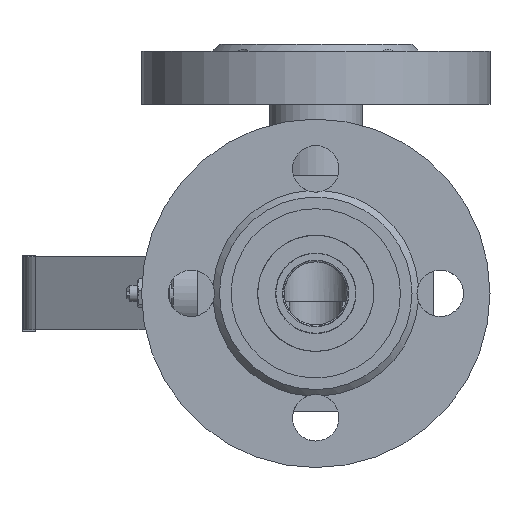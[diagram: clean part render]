
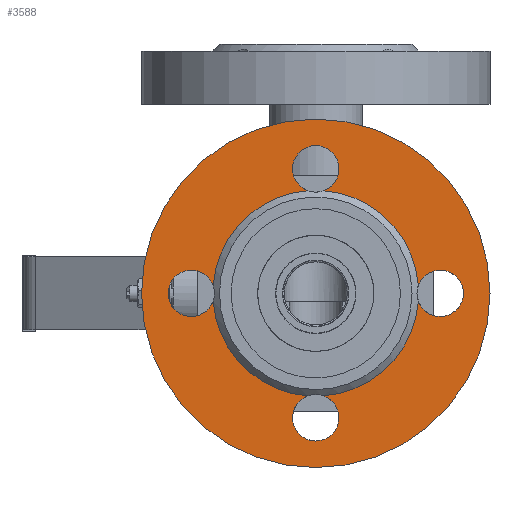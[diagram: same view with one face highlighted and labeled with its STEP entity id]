
A CAD part, front view. The second image highlights one B-rep face of the part: STEP entity #3588.
In plain terms, the highlighted face is planar.
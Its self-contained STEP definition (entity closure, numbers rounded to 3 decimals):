
#3588=ADVANCED_FACE('',(#6988,#6990),#6992,.F.);
#6988=FACE_BOUND('',#6989,.T.);
#6989=EDGE_LOOP('',(#9014));
#6990=FACE_BOUND('',#6991,.T.);
#6991=EDGE_LOOP('',(#9015,#9016,#9017,#9018,#9019,#9020,#9021,#9022,#9023,#9024,
#9025,#9026));
#6992=PLANE('',#6993);
#6993=AXIS2_PLACEMENT_3D('',#6994,#6995,#6996);
#6994=CARTESIAN_POINT('',(4.,0.,0.));
#6995=DIRECTION('',(1.,0.,0.));
#6996=DIRECTION('',(0.,-0.832,-0.555));
#9014=ORIENTED_EDGE('',*,*,#10019,.F.);
#9015=ORIENTED_EDGE('',*,*,#10020,.T.);
#9016=ORIENTED_EDGE('',*,*,#10021,.T.);
#9017=ORIENTED_EDGE('',*,*,#10022,.T.);
#9018=ORIENTED_EDGE('',*,*,#10023,.T.);
#9019=ORIENTED_EDGE('',*,*,#10024,.T.);
#9020=ORIENTED_EDGE('',*,*,#10025,.T.);
#9021=ORIENTED_EDGE('',*,*,#10026,.T.);
#9022=ORIENTED_EDGE('',*,*,#10027,.T.);
#9023=ORIENTED_EDGE('',*,*,#10028,.T.);
#9024=ORIENTED_EDGE('',*,*,#10029,.T.);
#9025=ORIENTED_EDGE('',*,*,#10030,.T.);
#9026=ORIENTED_EDGE('',*,*,#10031,.T.);
#10019=EDGE_CURVE('',#10898,#10898,#10899,.T.);
#10020=EDGE_CURVE('',#10900,#10901,#10902,.F.);
#10021=EDGE_CURVE('',#10901,#10903,#10904,.F.);
#10022=EDGE_CURVE('',#10903,#10905,#10906,.T.);
#10023=EDGE_CURVE('',#10905,#10907,#10908,.F.);
#10024=EDGE_CURVE('',#10907,#10909,#10910,.F.);
#10025=EDGE_CURVE('',#10909,#10911,#10912,.T.);
#10026=EDGE_CURVE('',#10911,#10913,#10914,.F.);
#10027=EDGE_CURVE('',#10913,#10915,#10916,.F.);
#10028=EDGE_CURVE('',#10915,#10917,#10918,.T.);
#10029=EDGE_CURVE('',#10917,#10919,#10920,.F.);
#10030=EDGE_CURVE('',#10919,#10921,#10922,.F.);
#10031=EDGE_CURVE('',#10921,#10900,#10923,.T.);
#10898=VERTEX_POINT('',#14769);
#10899=CIRCLE('',#14770,52.5);
#10900=VERTEX_POINT('',#14774);
#10901=VERTEX_POINT('',#14775);
#10902=CIRCLE('',#14776,7.);
#10903=VERTEX_POINT('',#14780);
#10904=CIRCLE('',#14781,7.);
#10905=VERTEX_POINT('',#14785);
#10906=CIRCLE('',#14786,31.);
#10907=VERTEX_POINT('',#14790);
#10908=CIRCLE('',#14791,7.);
#10909=VERTEX_POINT('',#14795);
#10910=CIRCLE('',#14796,7.);
#10911=VERTEX_POINT('',#14800);
#10912=CIRCLE('',#14801,31.);
#10913=VERTEX_POINT('',#14805);
#10914=CIRCLE('',#14806,7.);
#10915=VERTEX_POINT('',#14810);
#10916=CIRCLE('',#14811,7.);
#10917=VERTEX_POINT('',#14815);
#10918=CIRCLE('',#14816,31.);
#10919=VERTEX_POINT('',#14820);
#10920=CIRCLE('',#14821,7.);
#10921=VERTEX_POINT('',#14825);
#10922=CIRCLE('',#14826,7.);
#10923=CIRCLE('',#14830,31.);
#14769=CARTESIAN_POINT('',(4.,-43.666,-29.147));
#14770=AXIS2_PLACEMENT_3D('',#14771,#14772,#14773);
#14771=CARTESIAN_POINT('',(4.,0.,0.));
#14772=DIRECTION('',(1.,0.,0.));
#14773=DIRECTION('',(0.,-0.832,-0.555));
#14774=CARTESIAN_POINT('',(4.,-15.197,27.019));
#14775=CARTESIAN_POINT('',(4.,-26.641,27.304));
#14776=AXIS2_PLACEMENT_3D('',#14777,#14778,#14779);
#14777=CARTESIAN_POINT('',(4.,-20.819,31.19));
#14778=DIRECTION('',(-1.,0.,0.));
#14779=DIRECTION('',(0.,-0.832,-0.555));
#14780=CARTESIAN_POINT('',(4.,-19.124,24.398));
#14781=AXIS2_PLACEMENT_3D('',#14782,#14783,#14784);
#14782=CARTESIAN_POINT('',(4.,-20.819,31.19));
#14783=DIRECTION('',(-1.,0.,0.));
#14784=DIRECTION('',(0.,0.242,-0.97));
#14785=CARTESIAN_POINT('',(4.,-27.019,-15.197));
#14786=AXIS2_PLACEMENT_3D('',#14787,#14788,#14789);
#14787=CARTESIAN_POINT('',(4.,0.,0.));
#14788=DIRECTION('',(1.,0.,0.));
#14789=DIRECTION('',(0.,-0.617,0.787));
#14790=CARTESIAN_POINT('',(4.,-27.304,-26.641));
#14791=AXIS2_PLACEMENT_3D('',#14792,#14793,#14794);
#14792=CARTESIAN_POINT('',(4.,-31.19,-20.819));
#14793=DIRECTION('',(-1.,0.,0.));
#14794=DIRECTION('',(0.,0.555,-0.832));
#14795=CARTESIAN_POINT('',(4.,-24.398,-19.124));
#14796=AXIS2_PLACEMENT_3D('',#14797,#14798,#14799);
#14797=CARTESIAN_POINT('',(4.,-31.19,-20.819));
#14798=DIRECTION('',(-1.,0.,0.));
#14799=DIRECTION('',(0.,0.97,0.242));
#14800=CARTESIAN_POINT('',(4.,15.197,-27.019));
#14801=AXIS2_PLACEMENT_3D('',#14802,#14803,#14804);
#14802=CARTESIAN_POINT('',(4.,0.,0.));
#14803=DIRECTION('',(1.,0.,0.));
#14804=DIRECTION('',(0.,-0.787,-0.617));
#14805=CARTESIAN_POINT('',(4.,26.641,-27.304));
#14806=AXIS2_PLACEMENT_3D('',#14807,#14808,#14809);
#14807=CARTESIAN_POINT('',(4.,20.819,-31.19));
#14808=DIRECTION('',(-1.,0.,0.));
#14809=DIRECTION('',(0.,0.832,0.555));
#14810=CARTESIAN_POINT('',(4.,19.124,-24.398));
#14811=AXIS2_PLACEMENT_3D('',#14812,#14813,#14814);
#14812=CARTESIAN_POINT('',(4.,20.819,-31.19));
#14813=DIRECTION('',(-1.,0.,0.));
#14814=DIRECTION('',(0.,-0.242,0.97));
#14815=CARTESIAN_POINT('',(4.,27.019,15.197));
#14816=AXIS2_PLACEMENT_3D('',#14817,#14818,#14819);
#14817=CARTESIAN_POINT('',(4.,0.,0.));
#14818=DIRECTION('',(1.,0.,0.));
#14819=DIRECTION('',(0.,0.617,-0.787));
#14820=CARTESIAN_POINT('',(4.,27.304,26.641));
#14821=AXIS2_PLACEMENT_3D('',#14822,#14823,#14824);
#14822=CARTESIAN_POINT('',(4.,31.19,20.819));
#14823=DIRECTION('',(-1.,0.,0.));
#14824=DIRECTION('',(0.,-0.555,0.832));
#14825=CARTESIAN_POINT('',(4.,24.398,19.124));
#14826=AXIS2_PLACEMENT_3D('',#14827,#14828,#14829);
#14827=CARTESIAN_POINT('',(4.,31.19,20.819));
#14828=DIRECTION('',(-1.,0.,0.));
#14829=DIRECTION('',(0.,-0.97,-0.242));
#14830=AXIS2_PLACEMENT_3D('',#14831,#14832,#14833);
#14831=CARTESIAN_POINT('',(4.,0.,0.));
#14832=DIRECTION('',(1.,0.,0.));
#14833=DIRECTION('',(0.,0.787,0.617));
